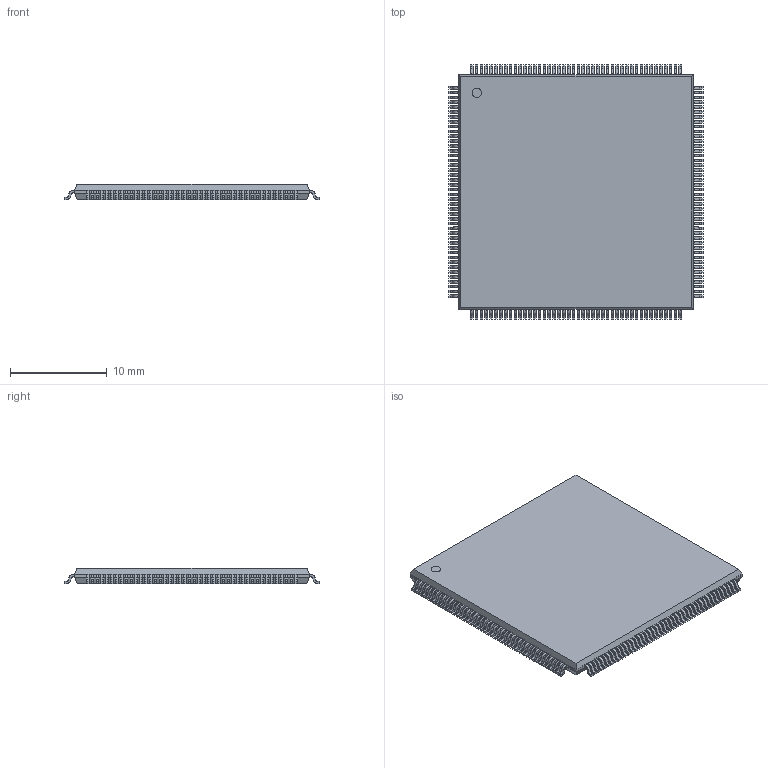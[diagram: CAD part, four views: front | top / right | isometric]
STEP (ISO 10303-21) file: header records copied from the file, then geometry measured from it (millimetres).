
FILE_DESCRIPTION(('STEP AP214'),'1');
FILE_NAME('PGF176_TEX','2023-09-18T01:25:16',(''),(''),'','','');
FILE_SCHEMA(('AUTOMOTIVE_DESIGN'));
Length unit declared in the file: millimetre
Products named in the file (1): product
Bounding box: 26.21 x 26.21 x 1.6 mm (x, y, z)
Volume: 894.4 mm3; surface area: 1560.4 mm2
Topology: 178 solids, 178 shells, 2481 faces, 6367 edges, 4242 vertices
Faces by surface type: plane 1776, cylinder 705
Full cylindrical faces by diameter (mm): 0.968 x1
Entity records: 71661 total; most frequent: DIRECTION 12742, ORIENTED_EDGE 12732, CARTESIAN_POINT 7431, EDGE_CURVE 6366, LINE 4956, VECTOR 4956, VERTEX_POINT 4242, AXIS2_PLACEMENT_3D 3893
